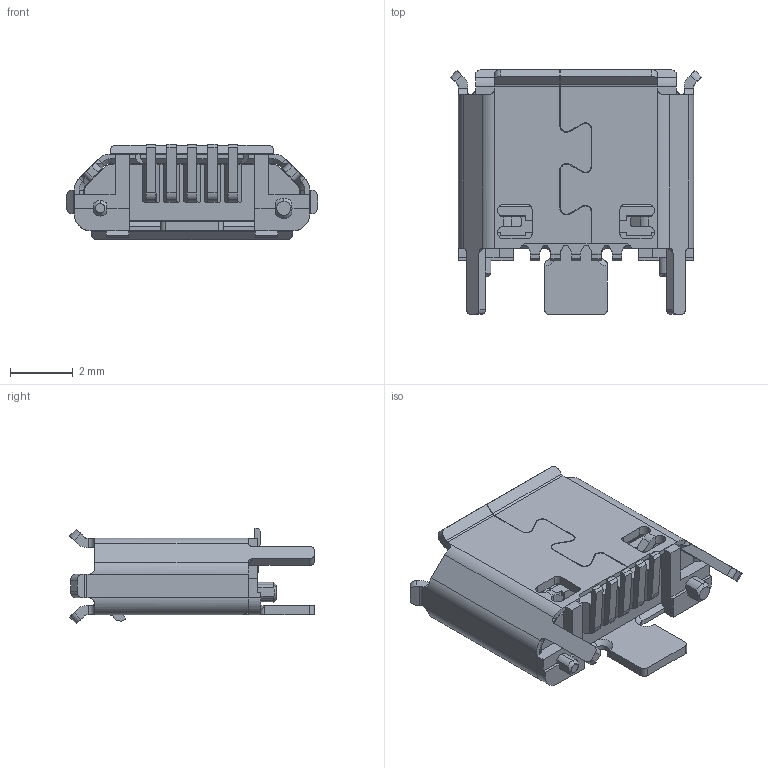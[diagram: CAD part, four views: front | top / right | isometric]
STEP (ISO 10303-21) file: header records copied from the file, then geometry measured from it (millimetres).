
FILE_DESCRIPTION (( 'STEP AP214' ), '1' );
FILE_NAME ('USB3160-30-0170-1-C.STEP', '2023-06-05T07:27:20', ( '' ), ( '' ), 'SwSTEP 2.0', 'SolidWorks 2021', '' );
FILE_SCHEMA (( 'AUTOMOTIVE_DESIGN' ));
Length unit declared in the file: millimetre
Products named in the file (4): Housing.step; USB3160-30-0170-1-C; shell_With Entry face,shell stake =1.60mm.step; usb3160-30-0170-1-c.step
Assembly tree (3 placements, depth 3):
  USB3160-30-0170-1-C
    usb3160-30-0170-1-c.step
      Housing.step
      shell_With Entry face,shell stake =1.60mm.step
Bounding box: 8 x 7.79 x 3.04 mm (x, y, z)
Volume: 49.3 mm3; surface area: 347.3 mm2
Topology: 12 solids, 12 shells, 776 faces, 2120 edges, 1376 vertices
Faces by surface type: plane 537, cylinder 201, cone 22, bspline 16
Entity records: 25185 total; most frequent: CARTESIAN_POINT 5327, ORIENTED_EDGE 4236, DIRECTION 3909, EDGE_CURVE 2118, VECTOR 1603, LINE 1603, VERTEX_POINT 1376, AXIS2_PLACEMENT_3D 1153
